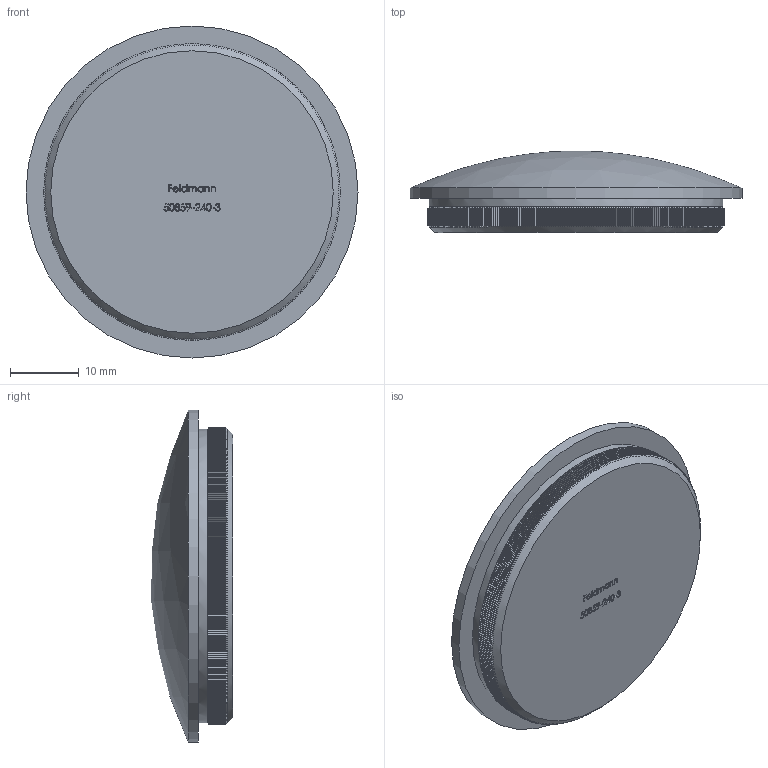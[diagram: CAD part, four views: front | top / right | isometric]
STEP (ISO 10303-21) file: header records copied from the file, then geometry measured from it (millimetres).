
FILE_DESCRIPTION (( 'STEP AP203' ), '1' );
FILE_NAME ('50859-240-3.step', '2021-11-18T14:16:09', ( '' ), ( '' ), 'SwSTEP 2.0', 'SolidWorks 2018', '' );
FILE_SCHEMA (( 'CONFIG_CONTROL_DESIGN' ));
Length unit declared in the file: millimetre
Products named in the file (2): 50859-240-3
Bounding box: 48.3 x 11.89 x 48.3 mm (x, y, z)
Volume: 15040.3 mm3; surface area: 4880.7 mm2
Topology: 1 solids, 1 shells, 1901 faces, 4788 edges, 2918 vertices
Faces by surface type: plane 949, cylinder 412, cone 411, bspline 128, sphere 1
Full cylindrical faces by diameter (mm): 42.7 x1, 48.3 x1
Entity records: 64800 total; most frequent: CARTESIAN_POINT 22582, ORIENTED_EDGE 9570, DIRECTION 7673, EDGE_CURVE 4785, AXIS2_PLACEMENT_3D 3009, VERTEX_POINT 2918, EDGE_LOOP 1933, FACE_OUTER_BOUND 1903
